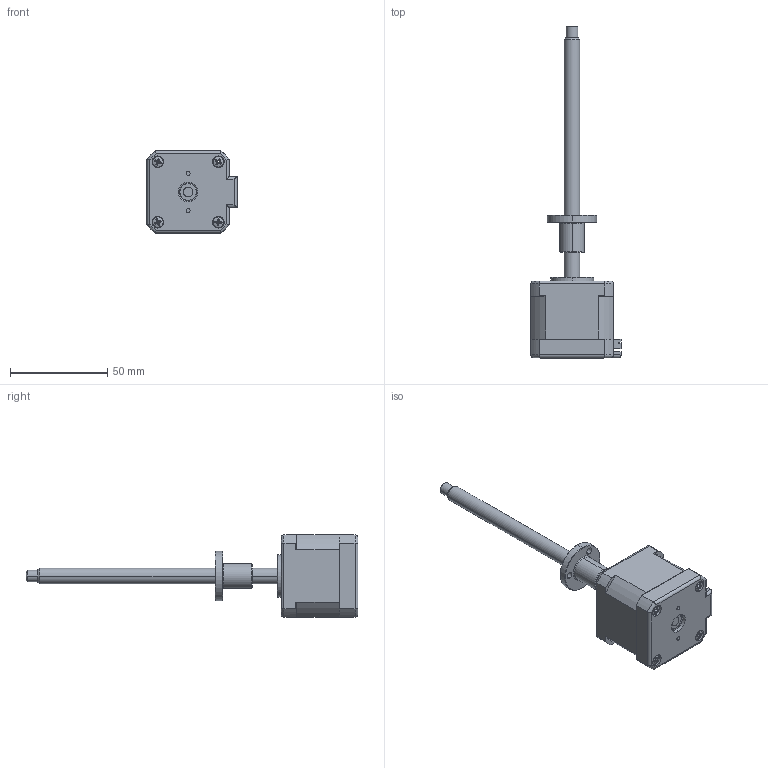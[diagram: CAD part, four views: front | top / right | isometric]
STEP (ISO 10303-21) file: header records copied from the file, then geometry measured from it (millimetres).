
FILE_DESCRIPTION (( 'STEP AP203' ), '1' );
FILE_NAME ('LE172S-T08012-125-AR3-S-100.STEP', '2018-08-10T10:30:10', ( '' ), ( '' ), 'SwSTEP 2.0', 'SolidWorks 2014', '' );
FILE_SCHEMA (( 'CONFIG_CONTROL_DESIGN' ));
Length unit declared in the file: millimetre
Products named in the file (1): LE172S-T08012-125-AR3-S-100
Bounding box: 46.2 x 170.3 x 42.2 mm (x, y, z)
Surface area: 18413.6 mm2 (no closed solid volume)
Topology: 0 solids, 18 shells, 303 faces, 964 edges, 667 vertices
Faces by surface type: plane 159, cylinder 72, cone 50, torus 14, sphere 8
Entity records: 11154 total; most frequent: CARTESIAN_POINT 2662, DIRECTION 1715, ORIENTED_EDGE 1647, EDGE_CURVE 964, VERTEX_POINT 667, AXIS2_PLACEMENT_3D 574, VECTOR 567, LINE 567
